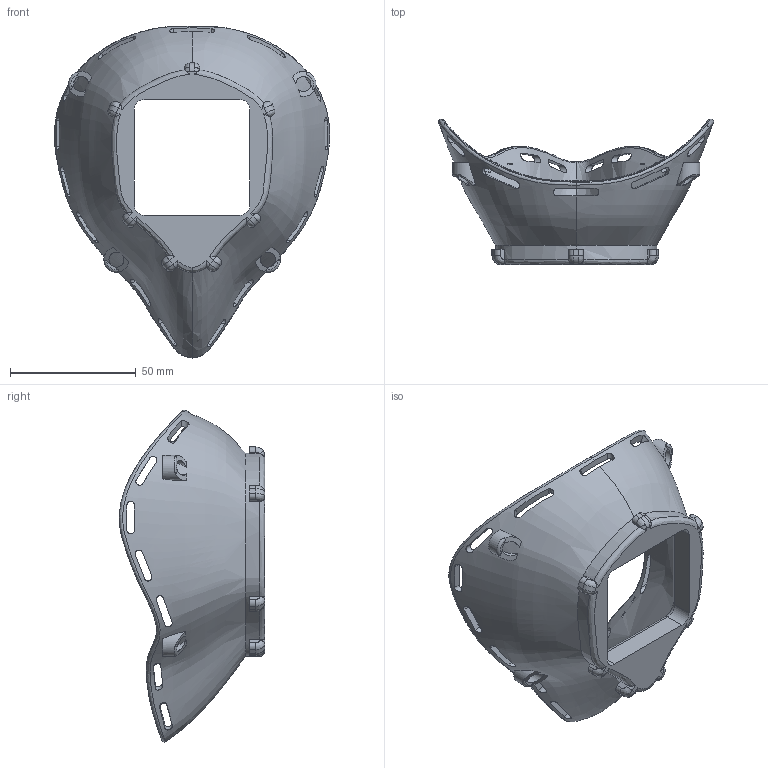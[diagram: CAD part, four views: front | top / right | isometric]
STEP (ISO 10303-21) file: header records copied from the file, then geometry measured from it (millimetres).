
FILE_DESCRIPTION(/* description */ (''),/* implementation_level */ '2;1');
FILE_NAME(/* name */ 'MontanaMask Slotted and Shielded.step',/* time_stamp */ '2020-03-31T11:54:26-07:00',/* author */ (''),/* organization */ (''),/* preprocessor_version */ 'ST-DEVELOPER v18',/* originating_system */ 'Autodesk Translation Framework v8.12.0.6',/* authorisation */ '');
FILE_SCHEMA (('AUTOMOTIVE_DESIGN { 1 0 10303 214 3 1 1 }'));
Length unit declared in the file: millimetre
Products named in the file (1): MontanaMask Slotted and Shielded
Bounding box: 109.5 x 57.86 x 132.04 mm (x, y, z)
Volume: 46941.2 mm3; surface area: 34081.7 mm2
Topology: 1 solids, 1 shells, 241 faces, 708 edges, 471 vertices
Faces by surface type: cylinder 97, plane 81, bspline 51, torus 12
Entity records: 23720 total; most frequent: CARTESIAN_POINT 18035, ORIENTED_EDGE 1408, DIRECTION 835, EDGE_CURVE 704, VERTEX_POINT 471, B_SPLINE_CURVE_WITH_KNOTS 376, AXIS2_PLACEMENT_3D 328, EDGE_LOOP 287
